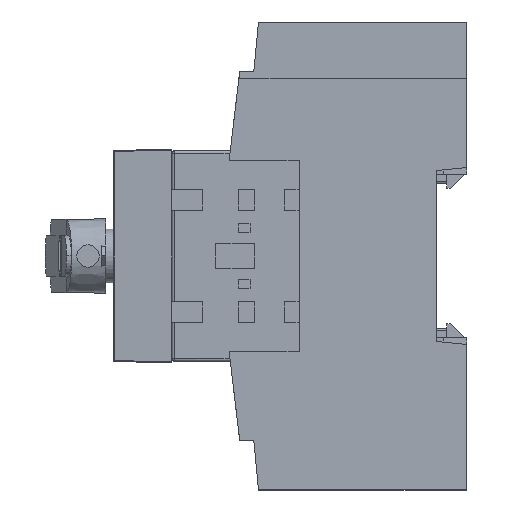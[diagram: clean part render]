
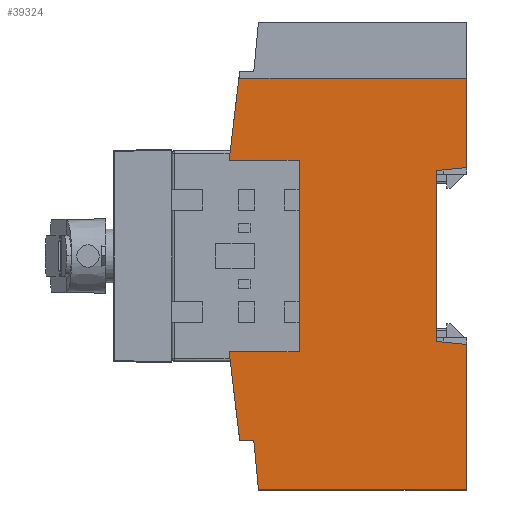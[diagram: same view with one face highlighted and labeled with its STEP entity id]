
A CAD part, left-side view. The second image highlights one B-rep face of the part: STEP entity #39324.
In plain terms, the highlighted planar face has unit normal (-1, 0, 0).
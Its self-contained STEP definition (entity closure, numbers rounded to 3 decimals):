
#113 = DIRECTION ( 'NONE',  ( 0., 1., 0. ) ) ;
#286 = EDGE_CURVE ( 'NONE', #5367, #35710, #36034, .T. ) ;
#292 = EDGE_CURVE ( 'NONE', #911, #29221, #53954, .T. ) ;
#553 = LINE ( 'NONE', #22039, #45771 ) ;
#738 = DIRECTION ( 'NONE',  ( 0., -1., 0. ) ) ;
#911 = VERTEX_POINT ( 'NONE', #5026 ) ;
#1427 = VERTEX_POINT ( 'NONE', #41405 ) ;
#1843 = CARTESIAN_POINT ( 'NONE',  ( -27., 6.5, -18.25 ) ) ;
#2396 = EDGE_CURVE ( 'NONE', #13176, #52999, #38334, .T. ) ;
#2924 = VERTEX_POINT ( 'NONE', #34419 ) ;
#3188 = AXIS2_PLACEMENT_3D ( 'NONE', #55950, #28638, #27774 ) ;
#3242 = EDGE_CURVE ( 'NONE', #7140, #911, #46447, .T. ) ;
#3327 = EDGE_CURVE ( 'NONE', #22802, #51957, #12300, .T. ) ;
#4050 = VECTOR ( 'NONE', #15118, 1000. ) ;
#5026 = CARTESIAN_POINT ( 'NONE',  ( -27., 48.5, -39.5 ) ) ;
#5367 = VERTEX_POINT ( 'NONE', #32428 ) ;
#5424 = FACE_OUTER_BOUND ( 'NONE', #18987, .T. ) ;
#6478 = VECTOR ( 'NONE', #36748, 1000. ) ;
#6570 = PLANE ( 'NONE',  #3188 ) ;
#7140 = VERTEX_POINT ( 'NONE', #12642 ) ;
#8781 = ORIENTED_EDGE ( 'NONE', *, *, #46489, .T. ) ;
#8900 = VECTOR ( 'NONE', #13679, 1000. ) ;
#9165 = CARTESIAN_POINT ( 'NONE',  ( -27., 6.5, 18.25 ) ) ;
#9328 = CARTESIAN_POINT ( 'NONE',  ( -27., 45.5, -39.5 ) ) ;
#9661 = DIRECTION ( 'NONE',  ( 0., -1., 0. ) ) ;
#10595 = EDGE_CURVE ( 'NONE', #1427, #13176, #553, .T. ) ;
#11225 = CARTESIAN_POINT ( 'NONE',  ( -27., 35.8, 20.5 ) ) ;
#11783 = ORIENTED_EDGE ( 'NONE', *, *, #292, .T. ) ;
#12300 = LINE ( 'NONE', #33773, #13997 ) ;
#12642 = CARTESIAN_POINT ( 'NONE',  ( -27., 50.735, -20.5 ) ) ;
#13176 = VERTEX_POINT ( 'NONE', #11225 ) ;
#13555 = ORIENTED_EDGE ( 'NONE', *, *, #49374, .T. ) ;
#13638 = CARTESIAN_POINT ( 'NONE',  ( -27., 0., 38. ) ) ;
#13674 = CARTESIAN_POINT ( 'NONE',  ( -27., 50.735, 20.5 ) ) ;
#13679 = DIRECTION ( 'NONE',  ( 0., -1., 0. ) ) ;
#13905 = CARTESIAN_POINT ( 'NONE',  ( -27., 0., -50. ) ) ;
#13997 = VECTOR ( 'NONE', #51719, 1000. ) ;
#14181 = ORIENTED_EDGE ( 'NONE', *, *, #2396, .T. ) ;
#15118 = DIRECTION ( 'NONE',  ( 0., 0., -1. ) ) ;
#15258 = VECTOR ( 'NONE', #113, 1000. ) ;
#17429 = ORIENTED_EDGE ( 'NONE', *, *, #10595, .T. ) ;
#18219 = EDGE_CURVE ( 'NONE', #51957, #26172, #38905, .T. ) ;
#18820 = CARTESIAN_POINT ( 'NONE',  ( -27., 48.5, -39.5 ) ) ;
#18928 = LINE ( 'NONE', #13638, #15258 ) ;
#18987 = EDGE_LOOP ( 'NONE', ( #41520, #38609, #51389, #17429, #14181, #26928, #38232, #11783, #8781, #19599, #37264, #13555, #43143, #25100 ) ) ;
#19599 = ORIENTED_EDGE ( 'NONE', *, *, #286, .T. ) ;
#22039 = CARTESIAN_POINT ( 'NONE',  ( -27., 35.8, 20.5 ) ) ;
#22508 = DIRECTION ( 'NONE',  ( 0., 0.117, -0.993 ) ) ;
#22802 = VERTEX_POINT ( 'NONE', #9165 ) ;
#23541 = CARTESIAN_POINT ( 'NONE',  ( -27., 0., -18.9 ) ) ;
#25100 = ORIENTED_EDGE ( 'NONE', *, *, #3327, .T. ) ;
#26172 = VERTEX_POINT ( 'NONE', #56874 ) ;
#26928 = ORIENTED_EDGE ( 'NONE', *, *, #27639, .T. ) ;
#27515 = CARTESIAN_POINT ( 'NONE',  ( -27., 0., 18.9 ) ) ;
#27639 = EDGE_CURVE ( 'NONE', #52999, #7140, #36729, .T. ) ;
#27774 = DIRECTION ( 'NONE',  ( 0., 0., -1. ) ) ;
#27909 = DIRECTION ( 'NONE',  ( 0., 1., 0. ) ) ;
#28360 = CARTESIAN_POINT ( 'NONE',  ( -27., 35.8, -20.5 ) ) ;
#28638 = DIRECTION ( 'NONE',  ( 1., 0., 0. ) ) ;
#29221 = VERTEX_POINT ( 'NONE', #9328 ) ;
#29785 = CARTESIAN_POINT ( 'NONE',  ( -27., 0., 50. ) ) ;
#31166 = CARTESIAN_POINT ( 'NONE',  ( -27., 50.735, -20.5 ) ) ;
#31892 = VECTOR ( 'NONE', #39189, 1000. ) ;
#32428 = CARTESIAN_POINT ( 'NONE',  ( -27., 44.5, -50. ) ) ;
#32521 = EDGE_CURVE ( 'NONE', #35710, #40816, #37630, .T. ) ;
#33773 = CARTESIAN_POINT ( 'NONE',  ( -27., 0., 18.9 ) ) ;
#34249 = EDGE_CURVE ( 'NONE', #2924, #1427, #41615, .T. ) ;
#34419 = CARTESIAN_POINT ( 'NONE',  ( -27., 48.676, 38. ) ) ;
#34874 = CARTESIAN_POINT ( 'NONE',  ( -27., 35.8, -20.5 ) ) ;
#35710 = VERTEX_POINT ( 'NONE', #13905 ) ;
#36034 = LINE ( 'NONE', #36903, #55853 ) ;
#36729 = LINE ( 'NONE', #31166, #53428 ) ;
#36748 = DIRECTION ( 'NONE',  ( 0., -0.117, -0.993 ) ) ;
#36903 = CARTESIAN_POINT ( 'NONE',  ( -27., 0., -50. ) ) ;
#37264 = ORIENTED_EDGE ( 'NONE', *, *, #32521, .T. ) ;
#37630 = LINE ( 'NONE', #23541, #37863 ) ;
#37797 = VERTEX_POINT ( 'NONE', #41065 ) ;
#37863 = VECTOR ( 'NONE', #38201, 1000. ) ;
#38008 = DIRECTION ( 'NONE',  ( 0., 0.995, 0.1 ) ) ;
#38201 = DIRECTION ( 'NONE',  ( 0., 0., 1. ) ) ;
#38232 = ORIENTED_EDGE ( 'NONE', *, *, #3242, .T. ) ;
#38292 = LINE ( 'NONE', #1843, #51991 ) ;
#38334 = LINE ( 'NONE', #28360, #4050 ) ;
#38609 = ORIENTED_EDGE ( 'NONE', *, *, #48158, .T. ) ;
#38905 = LINE ( 'NONE', #29785, #31892 ) ;
#39189 = DIRECTION ( 'NONE',  ( 0., 0., 1. ) ) ;
#39299 = LINE ( 'NONE', #44017, #50144 ) ;
#39324 = ADVANCED_FACE ( 'NONE', ( #5424 ), #6570, .F. ) ;
#39376 = EDGE_CURVE ( 'NONE', #37797, #22802, #42165, .T. ) ;
#40816 = VERTEX_POINT ( 'NONE', #53586 ) ;
#41065 = CARTESIAN_POINT ( 'NONE',  ( -27., 6.5, -18.25 ) ) ;
#41405 = CARTESIAN_POINT ( 'NONE',  ( -27., 50.735, 20.5 ) ) ;
#41520 = ORIENTED_EDGE ( 'NONE', *, *, #18219, .T. ) ;
#41615 = LINE ( 'NONE', #13674, #47986 ) ;
#42165 = LINE ( 'NONE', #51266, #45466 ) ;
#43143 = ORIENTED_EDGE ( 'NONE', *, *, #39376, .T. ) ;
#44017 = CARTESIAN_POINT ( 'NONE',  ( -27., 44.5, -50. ) ) ;
#45466 = VECTOR ( 'NONE', #54810, 1000. ) ;
#45771 = VECTOR ( 'NONE', #9661, 1000. ) ;
#46447 = LINE ( 'NONE', #18820, #6478 ) ;
#46489 = EDGE_CURVE ( 'NONE', #29221, #5367, #39299, .T. ) ;
#47986 = VECTOR ( 'NONE', #22508, 1000. ) ;
#48158 = EDGE_CURVE ( 'NONE', #26172, #2924, #18928, .T. ) ;
#49374 = EDGE_CURVE ( 'NONE', #40816, #37797, #38292, .T. ) ;
#50139 = CARTESIAN_POINT ( 'NONE',  ( -27., 45.5, -39.5 ) ) ;
#50144 = VECTOR ( 'NONE', #54183, 1000. ) ;
#51266 = CARTESIAN_POINT ( 'NONE',  ( -27., 6.5, 18.25 ) ) ;
#51389 = ORIENTED_EDGE ( 'NONE', *, *, #34249, .T. ) ;
#51719 = DIRECTION ( 'NONE',  ( 0., -0.995, 0.1 ) ) ;
#51957 = VERTEX_POINT ( 'NONE', #27515 ) ;
#51991 = VECTOR ( 'NONE', #38008, 1000. ) ;
#52999 = VERTEX_POINT ( 'NONE', #34874 ) ;
#53428 = VECTOR ( 'NONE', #27909, 1000. ) ;
#53586 = CARTESIAN_POINT ( 'NONE',  ( -27., 0., -18.9 ) ) ;
#53954 = LINE ( 'NONE', #50139, #8900 ) ;
#54183 = DIRECTION ( 'NONE',  ( 0., -0.095, -0.995 ) ) ;
#54810 = DIRECTION ( 'NONE',  ( 0., 0., 1. ) ) ;
#55853 = VECTOR ( 'NONE', #738, 1000. ) ;
#55950 = CARTESIAN_POINT ( 'NONE',  ( -27., 0., 0. ) ) ;
#56874 = CARTESIAN_POINT ( 'NONE',  ( -27., 0., 38. ) ) ;
